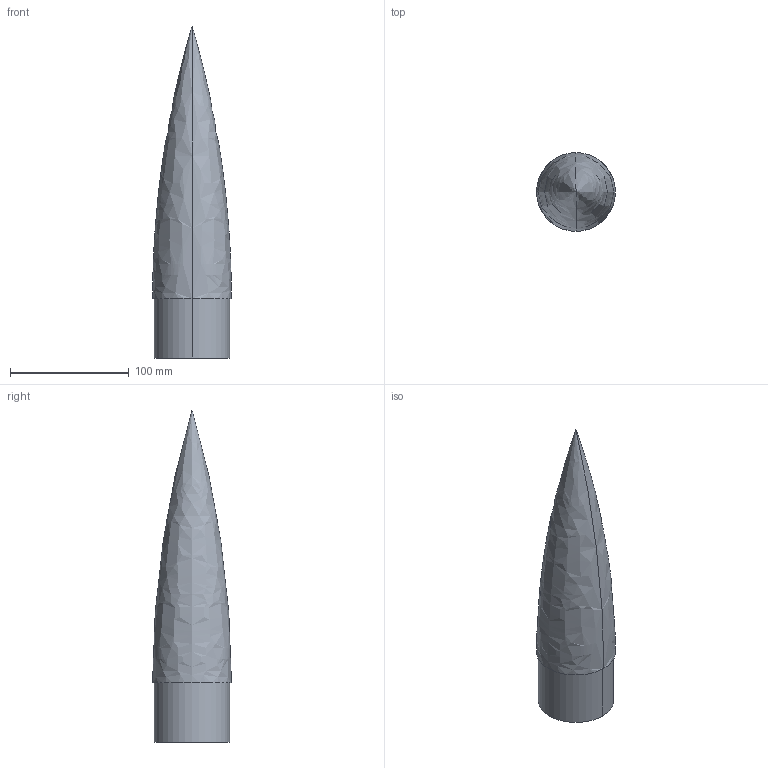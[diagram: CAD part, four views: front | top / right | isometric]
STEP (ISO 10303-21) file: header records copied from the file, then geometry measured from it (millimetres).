
FILE_DESCRIPTION (( 'STEP AP214' ), '1' );
FILE_NAME ('Nose Cone thing.STEP', '2025-11-06T23:50:05', ( '' ), ( '' ), 'SwSTEP 2.0', 'SolidWorks 2024', '' );
FILE_SCHEMA (( 'AUTOMOTIVE_DESIGN' ));
Length unit declared in the file: millimetre
Products named in the file (1): Nose Cone thing
Bounding box: 66.5 x 66.5 x 280 mm (x, y, z)
Volume: 276956.4 mm3; surface area: 69233.8 mm2
Topology: 1 solids, 1 shells, 18 faces, 36 edges, 21 vertices
Faces by surface type: cylinder 6, bspline 4, plane 4, torus 2, cone 2
Entity records: 531 total; most frequent: CARTESIAN_POINT 146, DIRECTION 82, ORIENTED_EDGE 68, AXIS2_PLACEMENT_3D 37, EDGE_CURVE 34, CIRCLE 22, VERTEX_POINT 21, EDGE_LOOP 21
